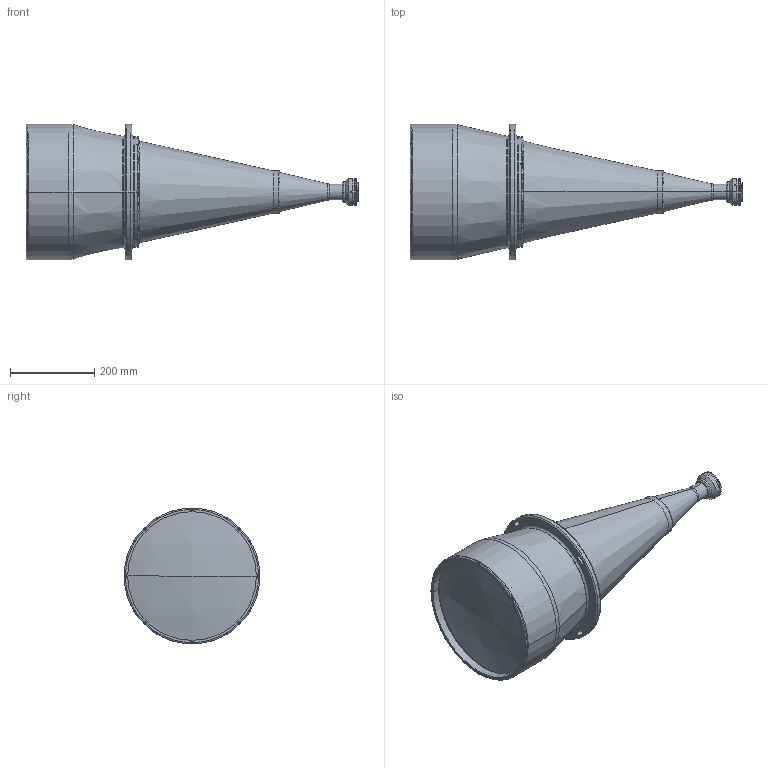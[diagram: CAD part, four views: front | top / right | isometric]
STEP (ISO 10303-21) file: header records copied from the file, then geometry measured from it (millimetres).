
FILE_DESCRIPTION (( 'STEP AP203' ), '1' );
FILE_NAME ('DP71418_TC2MHR240-F.step', '2021-10-04T09:59:26', ( '' ), ( '' ), 'SwSTEP 2.0', 'SolidWorks 2021', '' );
FILE_SCHEMA (( 'CONFIG_CONTROL_DESIGN' ));
Length unit declared in the file: millimetre
Products named in the file (1): DP71418_TC2MHR240-F
Bounding box: 787.53 x 322 x 322 mm (x, y, z)
Surface area: 720704.5 mm2 (no closed solid volume)
Topology: 0 solids, 40 shells, 339 faces, 1148 edges, 825 vertices
Faces by surface type: cylinder 126, plane 112, torus 63, cone 28, bspline 6, sphere 4
Entity records: 13888 total; most frequent: CARTESIAN_POINT 3667, DIRECTION 2313, ORIENTED_EDGE 1763, EDGE_CURVE 1140, AXIS2_PLACEMENT_3D 921, VERTEX_POINT 825, CIRCLE 587, VECTOR 471
